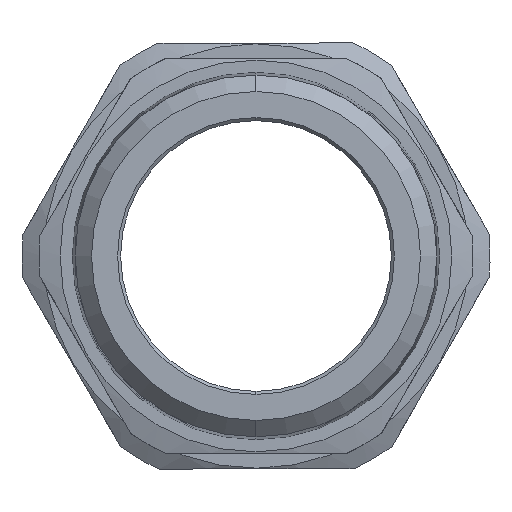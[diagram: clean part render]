
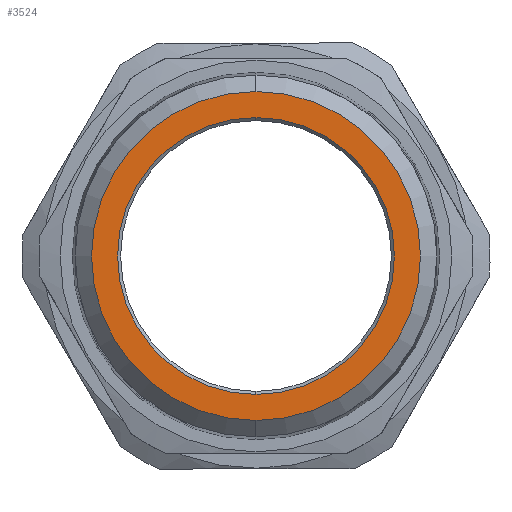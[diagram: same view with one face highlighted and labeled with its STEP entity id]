
A CAD part, left-side view. The second image highlights one B-rep face of the part: STEP entity #3524.
In plain terms, the highlighted planar face has unit normal (-1, 0, 0).
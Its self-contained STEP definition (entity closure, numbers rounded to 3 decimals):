
#12 = CARTESIAN_POINT ( 'NONE',  ( 0., 0., 0. ) ) ;
#47 = DIRECTION ( 'NONE',  ( 0., 0., -1. ) ) ;
#189 = CARTESIAN_POINT ( 'NONE',  ( 0., 0., 22.8 ) ) ;
#477 = CIRCLE ( 'NONE', #2618, 27.09 ) ;
#575 = CARTESIAN_POINT ( 'NONE',  ( 0., 0., 0. ) ) ;
#634 = CARTESIAN_POINT ( 'NONE',  ( 0., 0., 0. ) ) ;
#642 = EDGE_CURVE ( 'NONE', #4200, #2972, #1808, .T. ) ;
#816 = CARTESIAN_POINT ( 'NONE',  ( 0., 0., 0. ) ) ;
#948 = ORIENTED_EDGE ( 'NONE', *, *, #3935, .T. ) ;
#996 = ORIENTED_EDGE ( 'NONE', *, *, #2563, .T. ) ;
#1191 = AXIS2_PLACEMENT_3D ( 'NONE', #575, #4390, #3665 ) ;
#1242 = AXIS2_PLACEMENT_3D ( 'NONE', #12, #1429, #1417 ) ;
#1417 = DIRECTION ( 'NONE',  ( 0., 0., -1. ) ) ;
#1425 = CARTESIAN_POINT ( 'NONE',  ( 0., 0., 0. ) ) ;
#1429 = DIRECTION ( 'NONE',  ( 1., 0., 0. ) ) ;
#1458 = ORIENTED_EDGE ( 'NONE', *, *, #642, .T. ) ;
#1604 = ORIENTED_EDGE ( 'NONE', *, *, #3314, .T. ) ;
#1614 = CARTESIAN_POINT ( 'NONE',  ( 0., 0., -22.8 ) ) ;
#1681 = CIRCLE ( 'NONE', #2004, 22.8 ) ;
#1801 = VERTEX_POINT ( 'NONE', #1614 ) ;
#1808 = CIRCLE ( 'NONE', #1191, 27.09 ) ;
#2004 = AXIS2_PLACEMENT_3D ( 'NONE', #634, #4459, #3456 ) ;
#2098 = PLANE ( 'NONE',  #1242 ) ;
#2220 = CIRCLE ( 'NONE', #3492, 22.8 ) ;
#2563 = EDGE_CURVE ( 'NONE', #2972, #4200, #477, .T. ) ;
#2618 = AXIS2_PLACEMENT_3D ( 'NONE', #816, #3938, #3221 ) ;
#2816 = DIRECTION ( 'NONE',  ( 1., 0., 0. ) ) ;
#2972 = VERTEX_POINT ( 'NONE', #4468 ) ;
#3064 = EDGE_LOOP ( 'NONE', ( #948, #1604 ) ) ;
#3221 = DIRECTION ( 'NONE',  ( 0., 0., -1. ) ) ;
#3267 = FACE_OUTER_BOUND ( 'NONE', #3895, .T. ) ;
#3314 = EDGE_CURVE ( 'NONE', #1801, #4187, #1681, .T. ) ;
#3456 = DIRECTION ( 'NONE',  ( 0., 0., -1. ) ) ;
#3492 = AXIS2_PLACEMENT_3D ( 'NONE', #1425, #2816, #47 ) ;
#3524 = ADVANCED_FACE ( 'NONE', ( #3267, #3859 ), #2098, .F. ) ;
#3665 = DIRECTION ( 'NONE',  ( 0., 0., -1. ) ) ;
#3859 = FACE_BOUND ( 'NONE', #3064, .T. ) ;
#3895 = EDGE_LOOP ( 'NONE', ( #996, #1458 ) ) ;
#3935 = EDGE_CURVE ( 'NONE', #4187, #1801, #2220, .T. ) ;
#3938 = DIRECTION ( 'NONE',  ( -1., 0., 0. ) ) ;
#4187 = VERTEX_POINT ( 'NONE', #189 ) ;
#4200 = VERTEX_POINT ( 'NONE', #4349 ) ;
#4349 = CARTESIAN_POINT ( 'NONE',  ( 0., 0., 27.09 ) ) ;
#4390 = DIRECTION ( 'NONE',  ( -1., 0., 0. ) ) ;
#4459 = DIRECTION ( 'NONE',  ( 1., 0., 0. ) ) ;
#4468 = CARTESIAN_POINT ( 'NONE',  ( 0., 0., -27.09 ) ) ;
